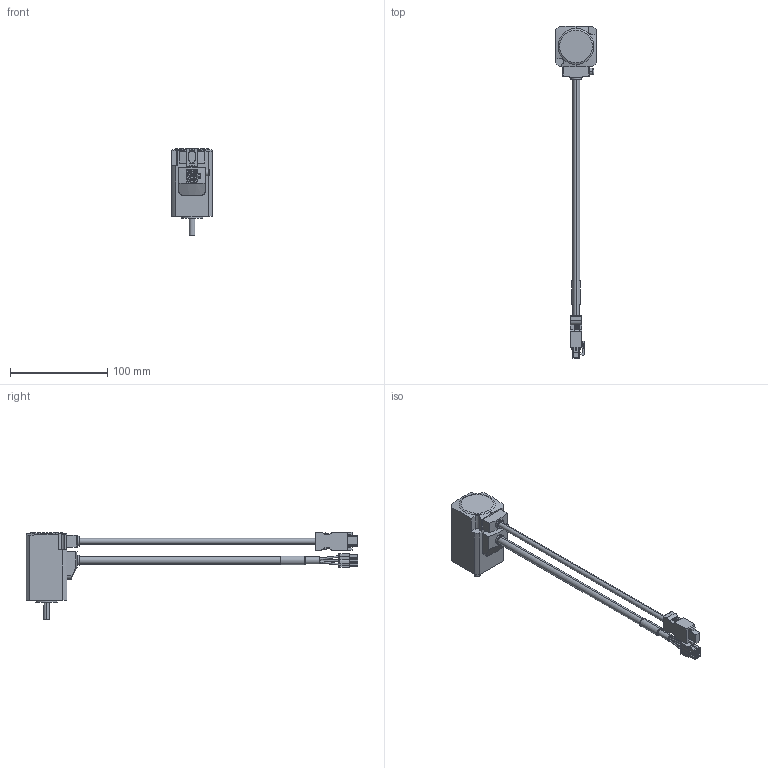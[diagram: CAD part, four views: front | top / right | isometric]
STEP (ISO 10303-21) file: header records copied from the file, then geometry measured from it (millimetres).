
FILE_DESCRIPTION (( 'STEP AP203' ), '1' );
FILE_NAME ('SWP_150513_2070.STEP', '2015-05-13T02:01:40', ( 'om' ), ( 'Hewlett-Packard Company' ), 'SwSTEP 2.0', 'SolidWorks 2014', '' );
FILE_SCHEMA (( 'CONFIG_CONTROL_DESIGN' ));
Length unit declared in the file: millimetre
Products named in the file (1): SWP_150513_2070
Bounding box: 42 x 342 x 90.4 mm (x, y, z)
Volume: 159673.5 mm3; surface area: 33881.9 mm2
Topology: 1 solids, 6 shells, 564 faces, 1484 edges, 961 vertices
Faces by surface type: plane 440, cylinder 86, cone 18, bspline 11, torus 7, sphere 2
Entity records: 18285 total; most frequent: CARTESIAN_POINT 4270, ORIENTED_EDGE 2952, DIRECTION 2737, EDGE_CURVE 1476, LINE 1209, VECTOR 1209, VERTEX_POINT 961, AXIS2_PLACEMENT_3D 764
